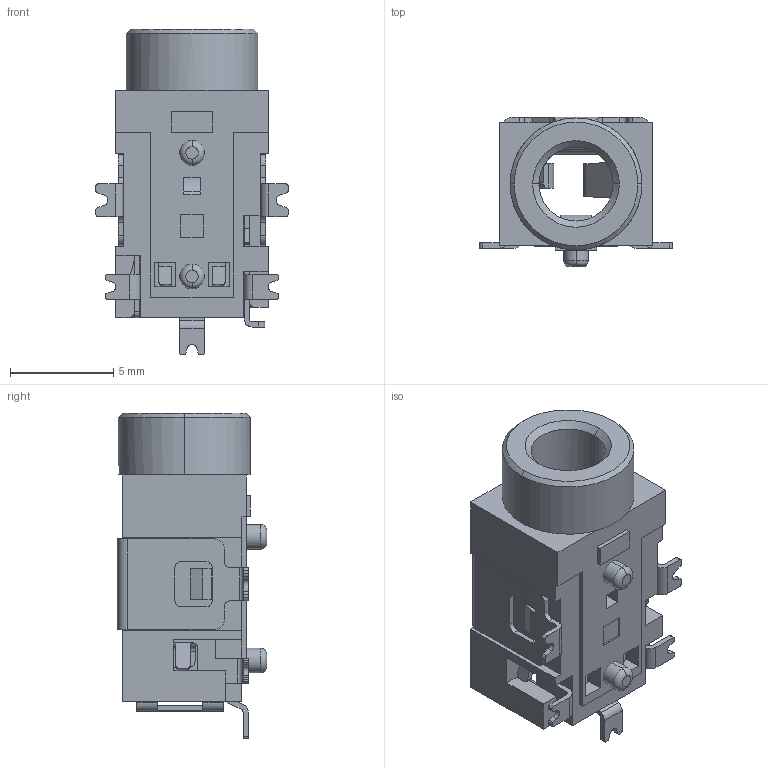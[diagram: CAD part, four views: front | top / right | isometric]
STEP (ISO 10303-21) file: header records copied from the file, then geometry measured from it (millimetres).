
FILE_DESCRIPTION (( 'STEP AP203' ), '1' );
FILE_NAME ('CUI_DEVICES_SJ2-3594A-SMT-TR.step', '2023-05-03T19:53:25', ( '' ), ( '' ), 'SwSTEP 2.0', 'SolidWorks 2023', '' );
FILE_SCHEMA (( 'CONFIG_CONTROL_DESIGN' ));
Length unit declared in the file: millimetre
Products named in the file (1): CUI_DEVICES_SJ2-3594A-SMT-TR
Bounding box: 9.35 x 7.25 x 15.8 mm (x, y, z)
Volume: 346.9 mm3; surface area: 1062.6 mm2
Topology: 1 solids, 1 shells, 455 faces, 1335 edges, 875 vertices
Faces by surface type: plane 312, cylinder 135, cone 4, torus 4
Entity records: 15159 total; most frequent: CARTESIAN_POINT 2760, ORIENTED_EDGE 2670, DIRECTION 2504, EDGE_CURVE 1335, LINE 1018, VECTOR 1018, VERTEX_POINT 875, AXIS2_PLACEMENT_3D 743
